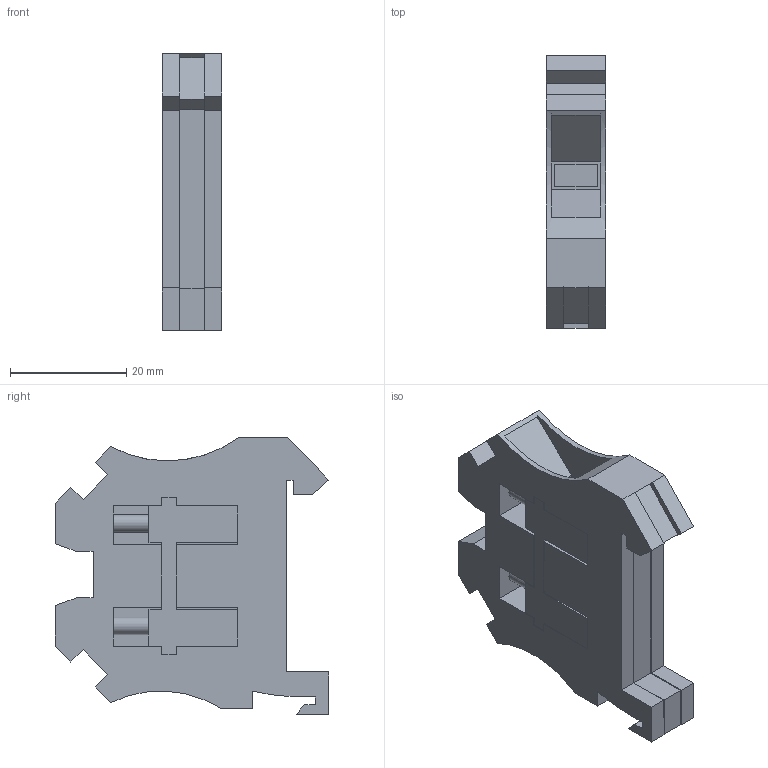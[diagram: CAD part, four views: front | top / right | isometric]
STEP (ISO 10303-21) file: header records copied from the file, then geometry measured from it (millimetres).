
FILE_DESCRIPTION((''),'2;1');
FILE_NAME('SB109956_3D-SOFTWARE_COLOUR','2013-07-09T',('SESA224493'),('Schneider-Electric'),'PRO/ENGINEER BY PARAMETRIC TECHNOLOGY CORPORATION, 2011410','PRO/ENGINEER BY PARAMETRIC TECHNOLOGY CORPORATION, 2011410','');
FILE_SCHEMA(('CONFIG_CONTROL_DESIGN'));
Length unit declared in the file: millimetre
Products named in the file (1): SB109956_3D-SOFTWARE_COLOUR
Bounding box: 10.2 x 47 x 47.6 mm (x, y, z)
Volume: 13354.9 mm3; surface area: 7538.1 mm2
Topology: 1 solids, 1 shells, 165 faces, 449 edges, 296 vertices
Faces by surface type: plane 153, cylinder 12
Entity records: 5155 total; most frequent: CARTESIAN_POINT 910, ORIENTED_EDGE 898, DIRECTION 805, EDGE_CURVE 449, VECTOR 423, LINE 423, VERTEX_POINT 296, AXIS2_PLACEMENT_3D 191
